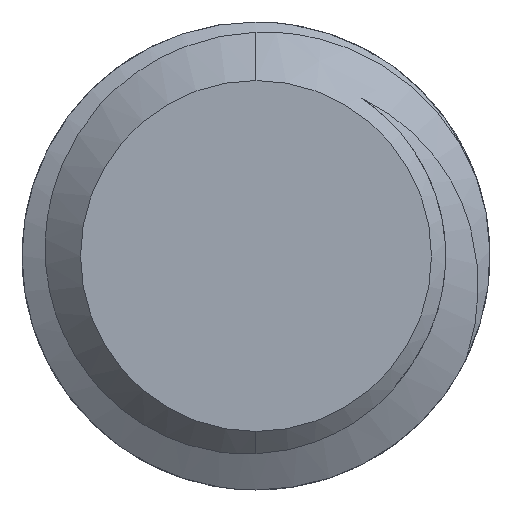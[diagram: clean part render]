
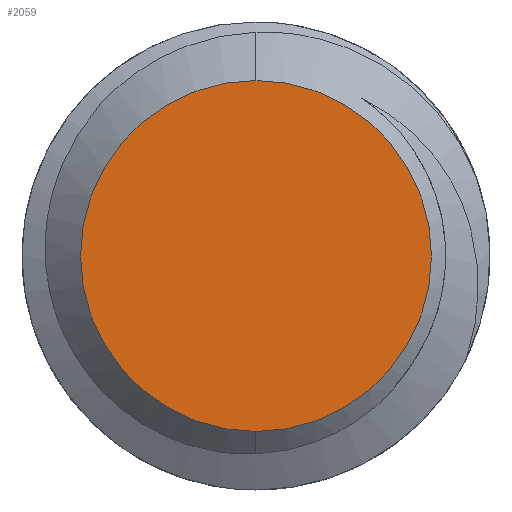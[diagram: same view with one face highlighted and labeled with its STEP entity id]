
A CAD part, front view. The second image highlights one B-rep face of the part: STEP entity #2059.
In plain terms, the highlighted planar face has unit normal (0, -1, 0).
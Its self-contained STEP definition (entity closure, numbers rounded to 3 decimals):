
#139 = CARTESIAN_POINT ( 'NONE',  ( 0., 0., -1.5 ) ) ;
#177 = AXIS2_PLACEMENT_3D ( 'NONE', #1984, #1942, #1735 ) ;
#327 = CIRCLE ( 'NONE', #364, 1.5 ) ;
#364 = AXIS2_PLACEMENT_3D ( 'NONE', #1700, #2615, #606 ) ;
#494 = CIRCLE ( 'NONE', #2134, 1.5 ) ;
#606 = DIRECTION ( 'NONE',  ( 0., 0., 1. ) ) ;
#724 = ORIENTED_EDGE ( 'NONE', *, *, #1415, .T. ) ;
#840 = EDGE_LOOP ( 'NONE', ( #724, #1423 ) ) ;
#852 = PLANE ( 'NONE',  #177 ) ;
#901 = CARTESIAN_POINT ( 'NONE',  ( 0., 0., 0. ) ) ;
#1415 = EDGE_CURVE ( 'NONE', #2187, #1656, #327, .T. ) ;
#1423 = ORIENTED_EDGE ( 'NONE', *, *, #1744, .T. ) ;
#1656 = VERTEX_POINT ( 'NONE', #139 ) ;
#1700 = CARTESIAN_POINT ( 'NONE',  ( 0., 0., 0. ) ) ;
#1735 = DIRECTION ( 'NONE',  ( 1., 0., 0. ) ) ;
#1744 = EDGE_CURVE ( 'NONE', #1656, #2187, #494, .T. ) ;
#1783 = DIRECTION ( 'NONE',  ( 0., -1., 0. ) ) ;
#1849 = CARTESIAN_POINT ( 'NONE',  ( 0., 0., 1.5 ) ) ;
#1942 = DIRECTION ( 'NONE',  ( 0., 1., 0. ) ) ;
#1984 = CARTESIAN_POINT ( 'NONE',  ( 0., 0., 0. ) ) ;
#2059 = ADVANCED_FACE ( 'NONE', ( #2182 ), #852, .F. ) ;
#2134 = AXIS2_PLACEMENT_3D ( 'NONE', #901, #1783, #2680 ) ;
#2182 = FACE_OUTER_BOUND ( 'NONE', #840, .T. ) ;
#2187 = VERTEX_POINT ( 'NONE', #1849 ) ;
#2615 = DIRECTION ( 'NONE',  ( 0., -1., 0. ) ) ;
#2680 = DIRECTION ( 'NONE',  ( 0., 0., 1. ) ) ;
